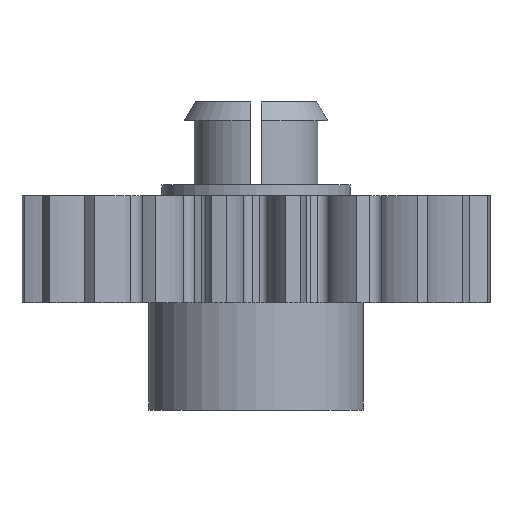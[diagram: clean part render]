
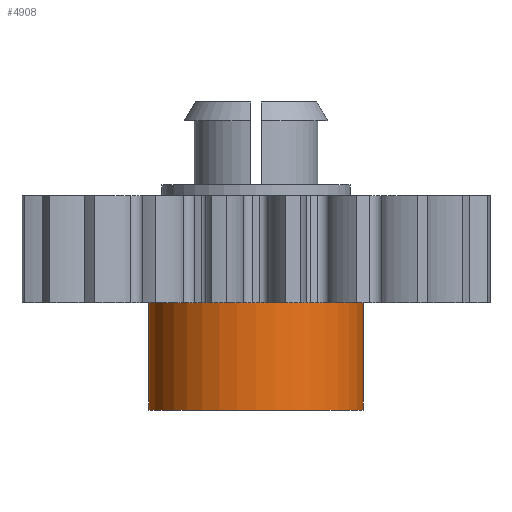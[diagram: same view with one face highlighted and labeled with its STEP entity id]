
A CAD part, front view. The second image highlights one B-rep face of the part: STEP entity #4908.
In plain terms, the highlighted cylindrical face has radius 5 mm (diameter 10 mm), a full revolution.
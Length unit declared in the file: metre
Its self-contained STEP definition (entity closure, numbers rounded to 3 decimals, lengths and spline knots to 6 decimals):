
#195=CYLINDRICAL_SURFACE('',#5424,0.005);
#2317=ORIENTED_EDGE('',*,*,#3269,.F.);
#2318=ORIENTED_EDGE('',*,*,#2644,.T.);
#2644=EDGE_CURVE('',#3392,#3392,#3852,.F.);
#3269=EDGE_CURVE('',#3771,#3771,#4059,.T.);
#3392=VERTEX_POINT('',#8374);
#3771=VERTEX_POINT('',#12054);
#3852=CIRCLE('',#5006,0.005);
#4059=CIRCLE('',#5425,0.005);
#4316=EDGE_LOOP('',(#2317));
#4317=EDGE_LOOP('',(#2318));
#4578=FACE_BOUND('',#4316,.T.);
#4579=FACE_BOUND('',#4317,.T.);
#4908=ADVANCED_FACE('',(#4578,#4579),#195,.T.);
#5006=AXIS2_PLACEMENT_3D('',#8373,#5593,#5594);
#5424=AXIS2_PLACEMENT_3D('',#12052,#6799,#6800);
#5425=AXIS2_PLACEMENT_3D('',#12053,#6801,#6802);
#5593=DIRECTION('',(0.,0.,1.));
#5594=DIRECTION('',(1.,0.,0.));
#6799=DIRECTION('',(0.,0.,1.));
#6800=DIRECTION('',(1.,0.,0.));
#6801=DIRECTION('',(0.,0.,-1.));
#6802=DIRECTION('',(-1.,0.,0.));
#8373=CARTESIAN_POINT('',(0.042069,-0.03,-0.008));
#8374=CARTESIAN_POINT('',(0.047069,-0.03,-0.008));
#12052=CARTESIAN_POINT('',(0.042069,-0.03,-0.013));
#12053=CARTESIAN_POINT('',(0.042069,-0.03,-0.013));
#12054=CARTESIAN_POINT('',(0.037069,-0.03,-0.013));
